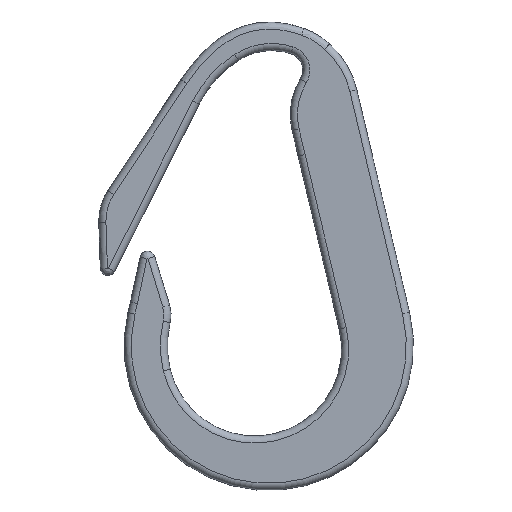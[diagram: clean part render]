
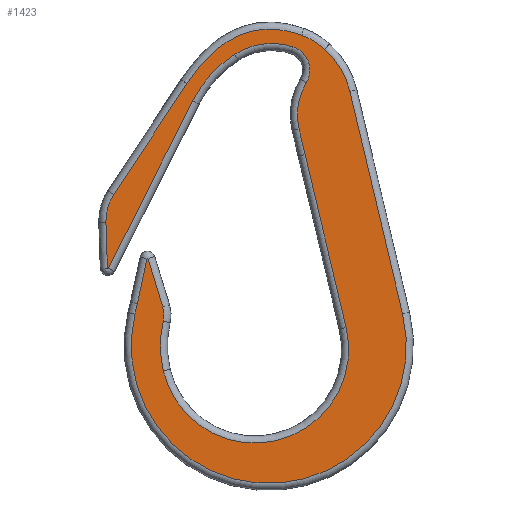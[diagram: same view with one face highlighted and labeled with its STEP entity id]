
A CAD part, front view. The second image highlights one B-rep face of the part: STEP entity #1423.
In plain terms, the highlighted planar face has unit normal (0, -1, 0).
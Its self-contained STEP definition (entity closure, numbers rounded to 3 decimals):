
#46=PLANE('',#1581);
#63=B_SPLINE_CURVE_WITH_KNOTS('',3,(#2374,#2375,#2376,#2377,#2378,#2379,
#2380,#2381,#2382),.UNSPECIFIED.,.F.,.F.,(4,1,1,1,1,1,4),(0.,
0.283,0.848,1.13,1.413,1.695,
1.978),.UNSPECIFIED.);
#65=B_SPLINE_CURVE_WITH_KNOTS('',3,(#2416,#2417,#2418,#2419,#2420),
 .UNSPECIFIED.,.F.,.F.,(4,1,4),(0.,0.197,
0.394),.UNSPECIFIED.);
#145=FACE_OUTER_BOUND('',#243,.T.);
#243=EDGE_LOOP('',(#1079,#1080,#1081,#1082,#1083,#1084,#1085,#1086,#1087,
#1088,#1089,#1090,#1091,#1092,#1093,#1094,#1095,#1096,#1097,#1098,#1099,
#1100,#1101,#1102));
#305=LINE('',#2183,#399);
#308=LINE('',#2192,#402);
#309=LINE('',#2196,#403);
#312=LINE('',#2227,#406);
#314=LINE('',#2248,#408);
#316=LINE('',#2278,#410);
#318=LINE('',#2304,#412);
#320=LINE('',#2316,#414);
#322=LINE('',#2432,#416);
#324=LINE('',#2441,#418);
#399=VECTOR('',#1699,10.);
#402=VECTOR('',#1708,10.);
#403=VECTOR('',#1711,10.);
#406=VECTOR('',#1728,10.);
#408=VECTOR('',#1756,10.);
#410=VECTOR('',#1794,10.);
#412=VECTOR('',#1806,10.);
#414=VECTOR('',#1820,10.);
#416=VECTOR('',#1838,10.);
#418=VECTOR('',#1850,10.);
#499=CIRCLE('',#1509,0.065);
#503=CIRCLE('',#1515,3.965);
#506=CIRCLE('',#1519,15.735);
#509=CIRCLE('',#1523,13.635);
#512=CIRCLE('',#1528,8.965);
#515=CIRCLE('',#1532,3.535);
#518=CIRCLE('',#1536,10.001);
#521=CIRCLE('',#1540,17.219);
#525=CIRCLE('',#1545,0.065);
#529=CIRCLE('',#1551,6.965);
#535=CIRCLE('',#1559,12.09);
#539=CIRCLE('',#1565,19.965);
#600=VERTEX_POINT('',#2180);
#601=VERTEX_POINT('',#2182);
#604=VERTEX_POINT('',#2190);
#605=VERTEX_POINT('',#2194);
#606=VERTEX_POINT('',#2195);
#609=VERTEX_POINT('',#2217);
#611=VERTEX_POINT('',#2223);
#613=VERTEX_POINT('',#2229);
#615=VERTEX_POINT('',#2235);
#617=VERTEX_POINT('',#2241);
#619=VERTEX_POINT('',#2250);
#621=VERTEX_POINT('',#2256);
#623=VERTEX_POINT('',#2262);
#625=VERTEX_POINT('',#2268);
#627=VERTEX_POINT('',#2274);
#629=VERTEX_POINT('',#2294);
#631=VERTEX_POINT('',#2300);
#633=VERTEX_POINT('',#2306);
#635=VERTEX_POINT('',#2312);
#637=VERTEX_POINT('',#2362);
#639=VERTEX_POINT('',#2408);
#641=VERTEX_POINT('',#2422);
#643=VERTEX_POINT('',#2428);
#645=VERTEX_POINT('',#2434);
#720=EDGE_CURVE('',#600,#601,#305,.T.);
#725=EDGE_CURVE('',#604,#600,#308,.T.);
#726=EDGE_CURVE('',#605,#606,#309,.T.);
#732=EDGE_CURVE('',#606,#609,#499,.T.);
#735=EDGE_CURVE('',#609,#611,#312,.T.);
#738=EDGE_CURVE('',#611,#613,#503,.T.);
#741=EDGE_CURVE('',#613,#615,#506,.T.);
#744=EDGE_CURVE('',#615,#617,#509,.T.);
#746=EDGE_CURVE('',#617,#604,#314,.T.);
#749=EDGE_CURVE('',#601,#619,#512,.T.);
#752=EDGE_CURVE('',#619,#621,#515,.T.);
#755=EDGE_CURVE('',#621,#623,#518,.T.);
#758=EDGE_CURVE('',#623,#625,#521,.T.);
#761=EDGE_CURVE('',#625,#627,#316,.T.);
#764=EDGE_CURVE('',#627,#629,#525,.T.);
#767=EDGE_CURVE('',#629,#631,#318,.T.);
#770=EDGE_CURVE('',#631,#633,#529,.T.);
#773=EDGE_CURVE('',#633,#635,#320,.T.);
#776=EDGE_CURVE('',#635,#637,#63,.T.);
#779=EDGE_CURVE('',#637,#639,#65,.T.);
#782=EDGE_CURVE('',#639,#641,#535,.T.);
#785=EDGE_CURVE('',#641,#643,#322,.T.);
#788=EDGE_CURVE('',#643,#645,#539,.T.);
#790=EDGE_CURVE('',#645,#605,#324,.T.);
#1079=ORIENTED_EDGE('',*,*,#726,.F.);
#1080=ORIENTED_EDGE('',*,*,#790,.F.);
#1081=ORIENTED_EDGE('',*,*,#788,.F.);
#1082=ORIENTED_EDGE('',*,*,#785,.F.);
#1083=ORIENTED_EDGE('',*,*,#782,.F.);
#1084=ORIENTED_EDGE('',*,*,#779,.F.);
#1085=ORIENTED_EDGE('',*,*,#776,.F.);
#1086=ORIENTED_EDGE('',*,*,#773,.F.);
#1087=ORIENTED_EDGE('',*,*,#770,.F.);
#1088=ORIENTED_EDGE('',*,*,#767,.F.);
#1089=ORIENTED_EDGE('',*,*,#764,.F.);
#1090=ORIENTED_EDGE('',*,*,#761,.F.);
#1091=ORIENTED_EDGE('',*,*,#758,.F.);
#1092=ORIENTED_EDGE('',*,*,#755,.F.);
#1093=ORIENTED_EDGE('',*,*,#752,.F.);
#1094=ORIENTED_EDGE('',*,*,#749,.F.);
#1095=ORIENTED_EDGE('',*,*,#720,.F.);
#1096=ORIENTED_EDGE('',*,*,#725,.F.);
#1097=ORIENTED_EDGE('',*,*,#746,.F.);
#1098=ORIENTED_EDGE('',*,*,#744,.F.);
#1099=ORIENTED_EDGE('',*,*,#741,.F.);
#1100=ORIENTED_EDGE('',*,*,#738,.F.);
#1101=ORIENTED_EDGE('',*,*,#735,.F.);
#1102=ORIENTED_EDGE('',*,*,#732,.F.);
#1423=ADVANCED_FACE('',(#145),#46,.F.);
#1509=AXIS2_PLACEMENT_3D('',#2221,#1721,#1722);
#1515=AXIS2_PLACEMENT_3D('',#2233,#1735,#1736);
#1519=AXIS2_PLACEMENT_3D('',#2239,#1743,#1744);
#1523=AXIS2_PLACEMENT_3D('',#2245,#1751,#1752);
#1528=AXIS2_PLACEMENT_3D('',#2254,#1763,#1764);
#1532=AXIS2_PLACEMENT_3D('',#2260,#1771,#1772);
#1536=AXIS2_PLACEMENT_3D('',#2266,#1779,#1780);
#1540=AXIS2_PLACEMENT_3D('',#2272,#1787,#1788);
#1545=AXIS2_PLACEMENT_3D('',#2298,#1799,#1800);
#1551=AXIS2_PLACEMENT_3D('',#2310,#1813,#1814);
#1559=AXIS2_PLACEMENT_3D('',#2426,#1831,#1832);
#1565=AXIS2_PLACEMENT_3D('',#2438,#1845,#1846);
#1581=AXIS2_PLACEMENT_3D('',#2558,#1896,#1897);
#1699=DIRECTION('',(-0.231,0.,0.973));
#1708=DIRECTION('',(-0.231,0.,0.973));
#1711=DIRECTION('',(0.21,0.,0.978));
#1721=DIRECTION('center_axis',(0.,1.,0.));
#1722=DIRECTION('ref_axis',(-0.042,0.,0.999));
#1728=DIRECTION('',(0.292,0.,-0.956));
#1735=DIRECTION('center_axis',(0.,1.,0.));
#1736=DIRECTION('ref_axis',(0.999,0.,0.034));
#1743=DIRECTION('center_axis',(0.,-1.,0.));
#1744=DIRECTION('ref_axis',(-1.,0.,-0.002));
#1751=DIRECTION('center_axis',(0.,-1.,0.));
#1752=DIRECTION('ref_axis',(0.231,0.,-0.973));
#1756=DIRECTION('',(-0.231,0.,0.973));
#1763=DIRECTION('center_axis',(0.,1.,0.));
#1764=DIRECTION('ref_axis',(-0.988,0.,0.156));
#1771=DIRECTION('center_axis',(0.,-1.,0.));
#1772=DIRECTION('ref_axis',(0.937,0.,0.35));
#1779=DIRECTION('center_axis',(0.,-1.,0.));
#1780=DIRECTION('ref_axis',(-0.13,0.,0.992));
#1787=DIRECTION('center_axis',(0.,-1.,0.));
#1788=DIRECTION('ref_axis',(-0.743,0.,0.67));
#1794=DIRECTION('',(-0.451,0.,-0.893));
#1799=DIRECTION('center_axis',(0.,1.,0.));
#1800=DIRECTION('ref_axis',(-0.215,0.,-0.977));
#1806=DIRECTION('',(-0.033,0.,0.999));
#1813=DIRECTION('center_axis',(0.,1.,0.));
#1814=DIRECTION('ref_axis',(-0.963,0.,0.271));
#1820=DIRECTION('',(0.55,0.,0.835));
#1831=DIRECTION('center_axis',(0.,1.,0.));
#1832=DIRECTION('ref_axis',(0.862,0.,0.508));
#1838=DIRECTION('',(0.231,0.,-0.973));
#1845=DIRECTION('center_axis',(0.,1.,0.));
#1846=DIRECTION('ref_axis',(0.,0.,-1.));
#1850=DIRECTION('',(0.231,0.,0.973));
#1896=DIRECTION('center_axis',(0.,1.,0.));
#1897=DIRECTION('ref_axis',(1.,0.,0.));
#2180=CARTESIAN_POINT('',(4.297,-3.,15.034));
#2182=CARTESIAN_POINT('',(3.417,-3.,18.746));
#2183=CARTESIAN_POINT('',(5.755,-3.,8.887));
#2190=CARTESIAN_POINT('',(4.299,-3.,15.027));
#2192=CARTESIAN_POINT('',(5.756,-3.,8.883));
#2194=CARTESIAN_POINT('',(-20.039,-3.,-6.607));
#2195=CARTESIAN_POINT('',(-18.637,-3.,-0.074));
#2196=CARTESIAN_POINT('',(-18.944,-3.,-1.503));
#2217=CARTESIAN_POINT('',(-18.511,-3.,-0.068));
#2221=CARTESIAN_POINT('Origin',(-18.574,-3.,-0.087));
#2223=CARTESIAN_POINT('',(-16.366,-3.,-7.097));
#2227=CARTESIAN_POINT('',(-17.902,-3.,-2.064));
#2229=CARTESIAN_POINT('',(-16.297,-3.,-9.156));
#2233=CARTESIAN_POINT('Origin',(-20.158,-3.,-8.255));
#2235=CARTESIAN_POINT('',(-16.283,-3.,-16.363));
#2239=CARTESIAN_POINT('Origin',(-0.973,-3.,-12.731));
#2241=CARTESIAN_POINT('',(10.251,-3.,-10.069));
#2245=CARTESIAN_POINT('Origin',(-3.016,-3.,-13.215));
#2248=CARTESIAN_POINT('',(8.732,-3.,-3.665));
#2250=CARTESIAN_POINT('',(4.475,-3.,25.465));
#2254=CARTESIAN_POINT('Origin',(12.14,-3.,20.815));
#2256=CARTESIAN_POINT('',(2.533,-3.,30.665));
#2260=CARTESIAN_POINT('Origin',(1.453,-3.,27.299));
#2262=CARTESIAN_POINT('',(-5.925,-3.,29.558));
#2266=CARTESIAN_POINT('Origin',(-0.522,-3.,21.142));
#2268=CARTESIAN_POINT('',(-11.995,-3.,22.827));
#2272=CARTESIAN_POINT('Origin',(3.377,-3.,15.067));
#2274=CARTESIAN_POINT('',(-24.268,-3.,-1.486));
#2278=CARTESIAN_POINT('',(-15.581,-3.,15.723));
#2294=CARTESIAN_POINT('',(-24.391,-3.,-1.459));
#2298=CARTESIAN_POINT('Origin',(-24.326,-3.,-1.457));
#2300=CARTESIAN_POINT('',(-24.611,-3.,5.166));
#2304=CARTESIAN_POINT('',(-24.41,-3.,-0.906));
#2306=CARTESIAN_POINT('',(-23.466,-3.,9.228));
#2310=CARTESIAN_POINT('Origin',(-17.65,-3.,5.396));
#2312=CARTESIAN_POINT('',(-12.858,-3.,25.331));
#2316=CARTESIAN_POINT('',(-22.377,-3.,10.881));
#2362=CARTESIAN_POINT('',(3.807,-3.,32.351));
#2374=CARTESIAN_POINT('Ctrl Pts',(-12.858,-3.,25.331));
#2375=CARTESIAN_POINT('Ctrl Pts',(-12.339,-3.,26.117));
#2376=CARTESIAN_POINT('Ctrl Pts',(-10.691,-3.,28.401));
#2377=CARTESIAN_POINT('Ctrl Pts',(-7.943,-3.,31.063));
#2378=CARTESIAN_POINT('Ctrl Pts',(-4.537,-3.,32.744));
#2379=CARTESIAN_POINT('Ctrl Pts',(-1.747,-3.,33.324));
#2380=CARTESIAN_POINT('Ctrl Pts',(1.096,-3.,33.168));
#2381=CARTESIAN_POINT('Ctrl Pts',(2.92,-3.,32.667));
#2382=CARTESIAN_POINT('Ctrl Pts',(3.807,-3.,32.351));
#2408=CARTESIAN_POINT('',(7.166,-3.,30.334));
#2416=CARTESIAN_POINT('Ctrl Pts',(3.807,-3.,32.351));
#2417=CARTESIAN_POINT('Ctrl Pts',(4.426,-3.,32.13));
#2418=CARTESIAN_POINT('Ctrl Pts',(5.62,-3.,31.565));
#2419=CARTESIAN_POINT('Ctrl Pts',(6.68,-3.,30.777));
#2420=CARTESIAN_POINT('Ctrl Pts',(7.166,-3.,30.334));
#2422=CARTESIAN_POINT('',(10.791,-3.,24.184));
#2426=CARTESIAN_POINT('Origin',(-0.973,-3.,21.394));
#2428=CARTESIAN_POINT('',(18.453,-3.,-8.123));
#2432=CARTESIAN_POINT('',(13.103,-3.,14.435));
#2434=CARTESIAN_POINT('',(-20.399,-3.,-8.123));
#2438=CARTESIAN_POINT('Origin',(-0.973,-3.,-12.731));
#2441=CARTESIAN_POINT('',(-18.978,-3.,-2.132));
#2558=CARTESIAN_POINT('Origin',(-2.811,-3.,0.362));
